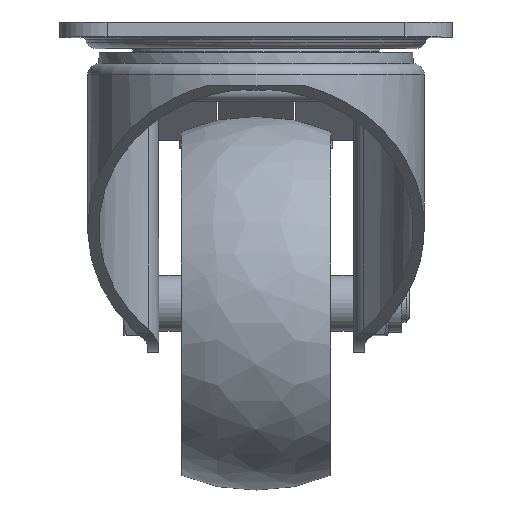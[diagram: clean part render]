
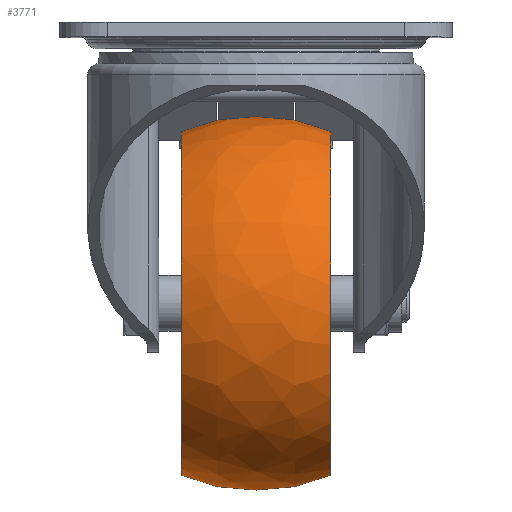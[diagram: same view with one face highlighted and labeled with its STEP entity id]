
A CAD part, top view. The second image highlights one B-rep face of the part: STEP entity #3771.
In plain terms, the highlighted free-form (B-spline) face has degree [2, 2] with [3, 9] control points.
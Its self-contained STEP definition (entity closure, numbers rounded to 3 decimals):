
#549=(
BOUNDED_CURVE()
B_SPLINE_CURVE(2,(#5788,#5789,#5790),.UNSPECIFIED.,.F.,.F.)
B_SPLINE_CURVE_WITH_KNOTS((3,3),(-0.395,0.395),
 .UNSPECIFIED.)
CURVE()
GEOMETRIC_REPRESENTATION_ITEM()
RATIONAL_B_SPLINE_CURVE((1.,0.923,1.))
REPRESENTATION_ITEM('')
);
#575=(
BOUNDED_SURFACE()
B_SPLINE_SURFACE(2,2,((#5757,#5758,#5759,#5760,#5761,#5762,#5763,#5764,
#5765),(#5766,#5767,#5768,#5769,#5770,#5771,#5772,#5773,#5774),(#5775,#5776,
#5777,#5778,#5779,#5780,#5781,#5782,#5783)),.UNSPECIFIED.,.F.,.T.,.F.)
B_SPLINE_SURFACE_WITH_KNOTS((3,3),(3,2,2,2,3),(-0.395,0.395),
(-3.142,-1.571,0.,1.571,3.142),
 .UNSPECIFIED.)
GEOMETRIC_REPRESENTATION_ITEM()
RATIONAL_B_SPLINE_SURFACE(((1.,0.707,1.,0.707,1.,
0.707,1.,0.707,1.),(0.923,0.653,
0.923,0.653,0.923,0.653,
0.923,0.653,0.923),(1.,0.707,
1.,0.707,1.,0.707,1.,0.707,1.)))
REPRESENTATION_ITEM('')
SURFACE()
);
#857=FACE_OUTER_BOUND('',#1124,.T.);
#1124=EDGE_LOOP('',(#2556,#2557,#2558,#2559,#2560,#2561));
#1470=CIRCLE('',#4051,46.);
#1471=CIRCLE('',#4052,46.);
#1472=CIRCLE('',#4053,46.);
#1473=CIRCLE('',#4054,46.);
#1685=VERTEX_POINT('',#5753);
#1686=VERTEX_POINT('',#5754);
#1687=VERTEX_POINT('',#5784);
#1688=VERTEX_POINT('',#5785);
#2043=EDGE_CURVE('',#1685,#1686,#1470,.T.);
#2044=EDGE_CURVE('',#1686,#1685,#1471,.T.);
#2045=EDGE_CURVE('',#1687,#1688,#1472,.T.);
#2046=EDGE_CURVE('',#1688,#1687,#1473,.T.);
#2047=EDGE_CURVE('',#1688,#1686,#549,.T.);
#2556=ORIENTED_EDGE('',*,*,#2045,.F.);
#2557=ORIENTED_EDGE('',*,*,#2046,.F.);
#2558=ORIENTED_EDGE('',*,*,#2047,.T.);
#2559=ORIENTED_EDGE('',*,*,#2044,.T.);
#2560=ORIENTED_EDGE('',*,*,#2043,.T.);
#2561=ORIENTED_EDGE('',*,*,#2047,.F.);
#3771=ADVANCED_FACE('',(#857),#575,.F.);
#4051=AXIS2_PLACEMENT_3D('',#5755,#4581,#4582);
#4052=AXIS2_PLACEMENT_3D('',#5756,#4583,#4584);
#4053=AXIS2_PLACEMENT_3D('',#5786,#4585,#4586);
#4054=AXIS2_PLACEMENT_3D('',#5787,#4587,#4588);
#4581=DIRECTION('center_axis',(1.,0.,0.));
#4582=DIRECTION('ref_axis',(0.,0.,-1.));
#4583=DIRECTION('center_axis',(1.,0.,0.));
#4584=DIRECTION('ref_axis',(0.,0.,-1.));
#4585=DIRECTION('center_axis',(1.,0.,0.));
#4586=DIRECTION('ref_axis',(0.,0.,-1.));
#4587=DIRECTION('center_axis',(1.,0.,0.));
#4588=DIRECTION('ref_axis',(0.,0.,-1.));
#5753=CARTESIAN_POINT('',(-20.,46.,0.));
#5754=CARTESIAN_POINT('',(-20.,0.,46.));
#5755=CARTESIAN_POINT('Origin',(-20.,0.,0.));
#5756=CARTESIAN_POINT('Origin',(-20.,0.,0.));
#5757=CARTESIAN_POINT('Ctrl Pts',(-20.,0.,46.));
#5758=CARTESIAN_POINT('Ctrl Pts',(-20.,-46.,46.));
#5759=CARTESIAN_POINT('Ctrl Pts',(-20.,-46.,0.));
#5760=CARTESIAN_POINT('Ctrl Pts',(-20.,-46.,-46.));
#5761=CARTESIAN_POINT('Ctrl Pts',(-20.,0.,-46.));
#5762=CARTESIAN_POINT('Ctrl Pts',(-20.,46.,-46.));
#5763=CARTESIAN_POINT('Ctrl Pts',(-20.,46.,0.));
#5764=CARTESIAN_POINT('Ctrl Pts',(-20.,46.,46.));
#5765=CARTESIAN_POINT('Ctrl Pts',(-20.,0.,46.));
#5766=CARTESIAN_POINT('Ctrl Pts',(0.,0.,54.333));
#5767=CARTESIAN_POINT('Ctrl Pts',(0.,-54.333,
54.333));
#5768=CARTESIAN_POINT('Ctrl Pts',(0.,-54.333,
0.));
#5769=CARTESIAN_POINT('Ctrl Pts',(0.,-54.333,
-54.333));
#5770=CARTESIAN_POINT('Ctrl Pts',(0.,0.,-54.333));
#5771=CARTESIAN_POINT('Ctrl Pts',(0.,54.333,
-54.333));
#5772=CARTESIAN_POINT('Ctrl Pts',(0.,54.333,
0.));
#5773=CARTESIAN_POINT('Ctrl Pts',(0.,54.333,
54.333));
#5774=CARTESIAN_POINT('Ctrl Pts',(0.,0.,54.333));
#5775=CARTESIAN_POINT('Ctrl Pts',(20.,0.,46.));
#5776=CARTESIAN_POINT('Ctrl Pts',(20.,-46.,46.));
#5777=CARTESIAN_POINT('Ctrl Pts',(20.,-46.,0.));
#5778=CARTESIAN_POINT('Ctrl Pts',(20.,-46.,-46.));
#5779=CARTESIAN_POINT('Ctrl Pts',(20.,0.,-46.));
#5780=CARTESIAN_POINT('Ctrl Pts',(20.,46.,-46.));
#5781=CARTESIAN_POINT('Ctrl Pts',(20.,46.,0.));
#5782=CARTESIAN_POINT('Ctrl Pts',(20.,46.,46.));
#5783=CARTESIAN_POINT('Ctrl Pts',(20.,0.,46.));
#5784=CARTESIAN_POINT('',(20.,46.,0.));
#5785=CARTESIAN_POINT('',(20.,0.,46.));
#5786=CARTESIAN_POINT('Origin',(20.,0.,0.));
#5787=CARTESIAN_POINT('Origin',(20.,0.,0.));
#5788=CARTESIAN_POINT('Ctrl Pts',(20.,0.,46.));
#5789=CARTESIAN_POINT('Ctrl Pts',(0.,0.,54.333));
#5790=CARTESIAN_POINT('Ctrl Pts',(-20.,0.,46.));
